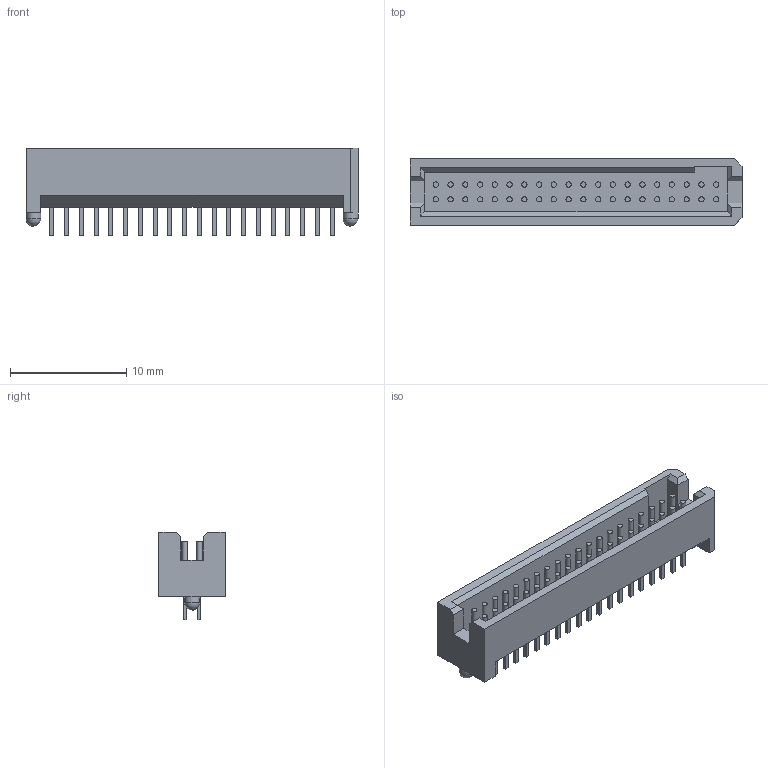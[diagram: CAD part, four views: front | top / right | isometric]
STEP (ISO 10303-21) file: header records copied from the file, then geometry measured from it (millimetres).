
FILE_DESCRIPTION(('FreeCAD Model'),'2;1');
FILE_NAME('TFM_120_01_F_D_A_cp.step', '2020-06-23T22:40:55',('kicad StepUp'),('ksu MCAD'), 'Open CASCADE STEP processor 7.3','FreeCAD','Unknown');
FILE_SCHEMA(('AUTOMOTIVE_DESIGN { 1 0 10303 214 1 1 1 1 }'));
Length unit declared in the file: millimetre
Products named in the file (1): TFM_120_01_F_D_A_cp
Bounding box: 28.57 x 5.71 x 7.57 mm (x, y, z)
Volume: 439.7 mm3; surface area: 1358.1 mm2
Topology: 2 solids, 2 shells, 330 faces, 773 edges, 525 vertices
Faces by surface type: plane 286, cylinder 42, sphere 2
Full cylindrical faces by diameter (mm): 0.457 x40, 1.27 x2
Entity records: 11676 total; most frequent: CARTESIAN_POINT 1681, ORIENTED_EDGE 1542, DIRECTION 1519, EDGE_CURVE 771, LINE 597, VECTOR 597, VERTEX_POINT 525, AXIS2_PLACEMENT_3D 461
